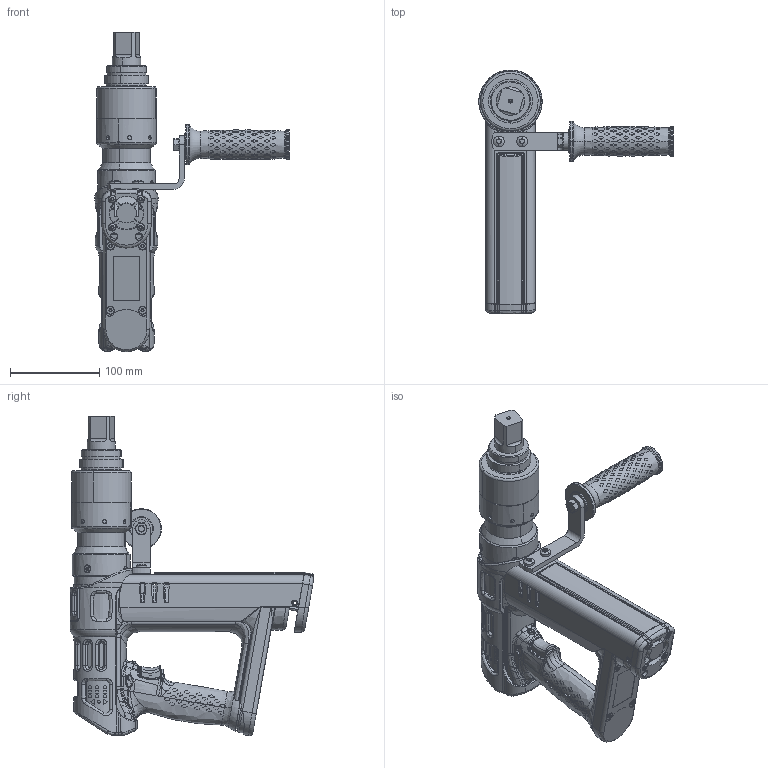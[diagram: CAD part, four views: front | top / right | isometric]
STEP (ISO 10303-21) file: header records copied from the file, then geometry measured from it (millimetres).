
FILE_DESCRIPTION((''),'2;1');
FILE_NAME('EXT_COMP_SW0009','2020-05-03T20:01:07',('INEdipo'),(''),'CREO PARAMETRIC BY PTC INC, 2018100','CREO PARAMETRIC BY PTC INC, 2018100','');
FILE_SCHEMA(('CONFIG_CONTROL_DESIGN','SHAPE_APPEARANCE_LAYERS_GROUPS'));
Length unit declared in the file: inch
Products named in the file (1): EXT_COMP_SW0009
Bounding box: 218 x 273.5 x 358.45 mm (x, y, z)
Volume: 1805031.3 mm3; surface area: 307850 mm2
Topology: 1 solids, 2 shells, 5044 faces, 13114 edges, 8322 vertices
Faces by surface type: bspline 2393, cylinder 1266, plane 1016, cone 183, torus 131, sphere 39, extrusion 14, revolution 2
Entity records: 329118 total; most frequent: CARTESIAN_POINT 199015, ORIENTED_EDGE 26196, DIRECTION 13573, EDGE_CURVE 13098, VERTEX_POINT 8322, B_SPLINE_CURVE_WITH_KNOTS 6943, EDGE_LOOP 5434, FACE_OUTER_BOUND 5044
